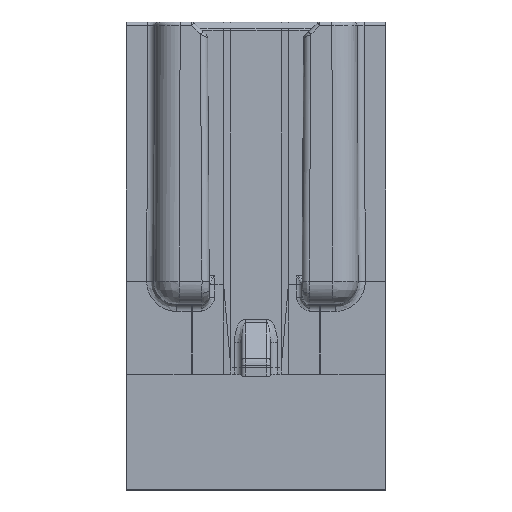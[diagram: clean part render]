
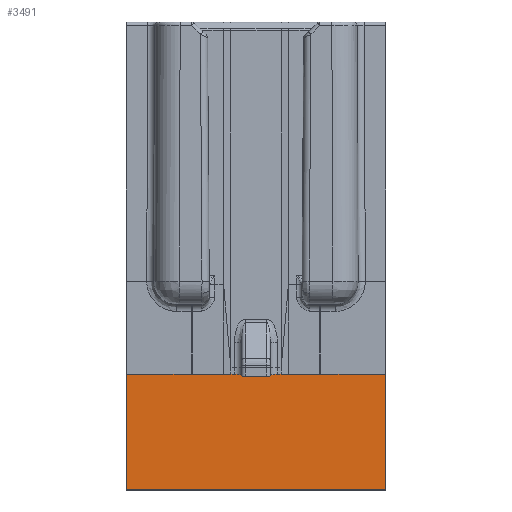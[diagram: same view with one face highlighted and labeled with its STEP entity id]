
A CAD part, top view. The second image highlights one B-rep face of the part: STEP entity #3491.
In plain terms, the highlighted planar face has unit normal (0, 0, 1).
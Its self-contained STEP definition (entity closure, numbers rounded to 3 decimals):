
#3435=CARTESIAN_POINT('Line Origine',(0.,-16.25,0.6)) ;
#3439=CARTESIAN_POINT('Vertex',(9.,-16.25,0.6)) ;
#3441=CARTESIAN_POINT('Vertex',(-9.,-16.25,0.6)) ;
#3461=CARTESIAN_POINT('Axis2P3D Location',(0.,-8.184,0.6)) ;
#3466=CARTESIAN_POINT('Line Origine',(-9.,-12.217,0.6)) ;
#3470=CARTESIAN_POINT('Vertex',(-9.,-8.184,0.6)) ;
#3473=CARTESIAN_POINT('Line Origine',(9.,-12.217,0.6)) ;
#3477=CARTESIAN_POINT('Vertex',(9.,-8.184,0.6)) ;
#3480=CARTESIAN_POINT('Line Origine',(0.,-8.184,0.6)) ;
#3436=DIRECTION('Vector Direction',(-1.,0.,0.)) ;
#3462=DIRECTION('Axis2P3D Direction',(-0.,-0.,-1.)) ;
#3463=DIRECTION('Axis2P3D XDirection',(0.,-1.,0.)) ;
#3467=DIRECTION('Vector Direction',(0.,1.,0.)) ;
#3474=DIRECTION('Vector Direction',(0.,1.,0.)) ;
#3481=DIRECTION('Vector Direction',(-1.,0.,0.)) ;
#3464=AXIS2_PLACEMENT_3D('Plane Axis2P3D',#3461,#3462,#3463) ;
#3486=ORIENTED_EDGE('',*,*,#3472,.F.) ;
#3487=ORIENTED_EDGE('',*,*,#3443,.F.) ;
#3488=ORIENTED_EDGE('',*,*,#3479,.T.) ;
#3489=ORIENTED_EDGE('',*,*,#3484,.T.) ;
#3437=VECTOR('Line Direction',#3436,1.) ;
#3468=VECTOR('Line Direction',#3467,1.) ;
#3475=VECTOR('Line Direction',#3474,1.) ;
#3482=VECTOR('Line Direction',#3481,1.) ;
#3491=ADVANCED_FACE('PartBody',(#3490),#3465,.F.) ;
#3443=EDGE_CURVE('',#3440,#3442,#3438,.T.) ;
#3472=EDGE_CURVE('',#3442,#3471,#3469,.T.) ;
#3479=EDGE_CURVE('',#3440,#3478,#3476,.T.) ;
#3484=EDGE_CURVE('',#3478,#3471,#3483,.T.) ;
#3485=EDGE_LOOP('',(#3486,#3487,#3488,#3489)) ;
#3490=FACE_OUTER_BOUND('',#3485,.T.) ;
#3438=LINE('Line',#3435,#3437) ;
#3469=LINE('Line',#3466,#3468) ;
#3476=LINE('Line',#3473,#3475) ;
#3483=LINE('Line',#3480,#3482) ;
#3465=PLANE('Plane',#3464) ;
#3440=VERTEX_POINT('',#3439) ;
#3442=VERTEX_POINT('',#3441) ;
#3471=VERTEX_POINT('',#3470) ;
#3478=VERTEX_POINT('',#3477) ;
